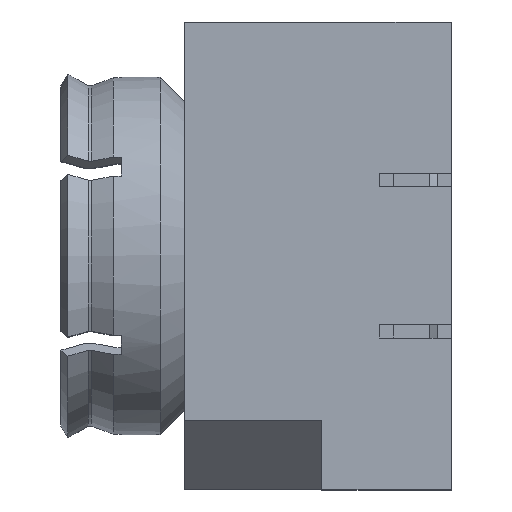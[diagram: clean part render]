
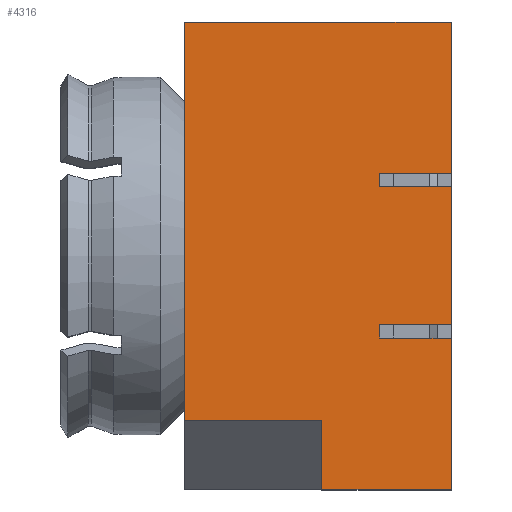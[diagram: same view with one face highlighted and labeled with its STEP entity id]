
A CAD part, top view. The second image highlights one B-rep face of the part: STEP entity #4316.
In plain terms, the highlighted planar face has unit normal (0, 0, 1).
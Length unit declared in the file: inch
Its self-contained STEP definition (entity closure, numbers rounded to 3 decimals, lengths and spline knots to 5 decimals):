
#264=DIRECTION('',(0.,-1.,0.));
#265=VECTOR('',#264,0.145);
#266=CARTESIAN_POINT('',(0.045,0.085,0.085));
#267=LINE('',#266,#265);
#300=DIRECTION('',(1.,0.,0.));
#301=VECTOR('',#300,0.047);
#302=CARTESIAN_POINT('',(0.095,-0.085,0.085));
#303=LINE('',#302,#301);
#652=DIRECTION('',(0.,-1.,0.));
#653=VECTOR('',#652,0.055);
#654=CARTESIAN_POINT('',(0.142,-0.03,0.085));
#655=LINE('',#654,#653);
#668=DIRECTION('',(0.,-1.,0.));
#669=VECTOR('',#668,0.055);
#670=CARTESIAN_POINT('',(0.142,0.085,0.085));
#671=LINE('',#670,#669);
#726=DIRECTION('',(0.,-1.,0.));
#727=VECTOR('',#726,0.005);
#728=CARTESIAN_POINT('',(0.116,-0.025,0.085));
#729=LINE('',#728,#727);
#730=DIRECTION('',(-1.,0.,0.));
#731=VECTOR('',#730,0.026);
#732=CARTESIAN_POINT('',(0.142,-0.03,0.085));
#733=LINE('',#732,#731);
#734=DIRECTION('',(0.,1.,0.));
#735=VECTOR('',#734,0.025);
#736=CARTESIAN_POINT('',(0.095,-0.085,0.085));
#737=LINE('',#736,#735);
#738=DIRECTION('',(1.,0.,0.));
#739=VECTOR('',#738,0.05);
#740=CARTESIAN_POINT('',(0.045,-0.06,0.085));
#741=LINE('',#740,#739);
#742=DIRECTION('',(1.,0.,0.));
#743=VECTOR('',#742,0.097);
#744=CARTESIAN_POINT('',(0.045,0.085,0.085));
#745=LINE('',#744,#743);
#746=DIRECTION('',(-1.,0.,0.));
#747=VECTOR('',#746,0.026);
#748=CARTESIAN_POINT('',(0.142,0.03,0.085));
#749=LINE('',#748,#747);
#750=DIRECTION('',(0.,-1.,0.));
#751=VECTOR('',#750,0.005);
#752=CARTESIAN_POINT('',(0.116,0.03,0.085));
#753=LINE('',#752,#751);
#754=DIRECTION('',(1.,0.,0.));
#755=VECTOR('',#754,0.026);
#756=CARTESIAN_POINT('',(0.116,0.025,0.085));
#757=LINE('',#756,#755);
#758=DIRECTION('',(0.,-1.,0.));
#759=VECTOR('',#758,0.05);
#760=CARTESIAN_POINT('',(0.142,0.025,0.085));
#761=LINE('',#760,#759);
#770=DIRECTION('',(1.,0.,0.));
#771=VECTOR('',#770,0.026);
#772=CARTESIAN_POINT('',(0.116,-0.025,0.085));
#773=LINE('',#772,#771);
#2907=CARTESIAN_POINT('',(0.142,0.025,0.085));
#2909=VERTEX_POINT('',#2907);
#2911=CARTESIAN_POINT('',(0.142,-0.025,0.085));
#2913=VERTEX_POINT('',#2911);
#3073=CARTESIAN_POINT('',(0.045,0.085,0.085));
#3075=VERTEX_POINT('',#3073);
#3076=CARTESIAN_POINT('',(0.142,0.085,0.085));
#3077=VERTEX_POINT('',#3076);
#3092=CARTESIAN_POINT('',(0.142,-0.03,0.085));
#3094=VERTEX_POINT('',#3092);
#3096=CARTESIAN_POINT('',(0.142,0.03,0.085));
#3098=VERTEX_POINT('',#3096);
#3100=CARTESIAN_POINT('',(0.116,-0.03,0.085));
#3102=VERTEX_POINT('',#3100);
#3104=CARTESIAN_POINT('',(0.116,0.03,0.085));
#3106=VERTEX_POINT('',#3104);
#3108=CARTESIAN_POINT('',(0.142,-0.085,0.085));
#3109=VERTEX_POINT('',#3108);
#3184=CARTESIAN_POINT('',(0.045,-0.06,0.085));
#3186=VERTEX_POINT('',#3184);
#3188=CARTESIAN_POINT('',(0.095,-0.085,0.085));
#3189=CARTESIAN_POINT('',(0.095,-0.06,0.085));
#3190=VERTEX_POINT('',#3188);
#3191=VERTEX_POINT('',#3189);
#3254=CARTESIAN_POINT('',(0.116,0.025,0.085));
#3256=VERTEX_POINT('',#3254);
#3266=CARTESIAN_POINT('',(0.116,-0.025,0.085));
#3268=VERTEX_POINT('',#3266);
#4285=CARTESIAN_POINT('',(0.142,0.,0.085));
#4286=DIRECTION('',(0.,0.,1.));
#4287=DIRECTION('',(1.,0.,0.));
#4288=AXIS2_PLACEMENT_3D('',#4285,#4286,#4287);
#4289=PLANE('',#4288);
#4291=ORIENTED_EDGE('',*,*,#4290,.F.);
#4293=ORIENTED_EDGE('',*,*,#4292,.T.);
#4295=ORIENTED_EDGE('',*,*,#4294,.F.);
#4296=ORIENTED_EDGE('',*,*,#4233,.T.);
#4297=ORIENTED_EDGE('',*,*,#3787,.F.);
#4299=ORIENTED_EDGE('',*,*,#4298,.T.);
#4301=ORIENTED_EDGE('',*,*,#4300,.F.);
#4302=ORIENTED_EDGE('',*,*,#3731,.F.);
#4304=ORIENTED_EDGE('',*,*,#4303,.T.);
#4305=ORIENTED_EDGE('',*,*,#4241,.T.);
#4307=ORIENTED_EDGE('',*,*,#4306,.T.);
#4309=ORIENTED_EDGE('',*,*,#4308,.T.);
#4311=ORIENTED_EDGE('',*,*,#4310,.T.);
#4313=ORIENTED_EDGE('',*,*,#4312,.T.);
#4314=EDGE_LOOP('',(#4291,#4293,#4295,#4296,#4297,#4299,#4301,#4302,#4304,#4305,
#4307,#4309,#4311,#4313));
#4315=FACE_OUTER_BOUND('',#4314,.F.);
#4316=ADVANCED_FACE('',(#4315),#4289,.T.);
#3731=EDGE_CURVE('',#3075,#3186,#267,.T.);
#3787=EDGE_CURVE('',#3190,#3109,#303,.T.);
#4233=EDGE_CURVE('',#3094,#3109,#655,.T.);
#4241=EDGE_CURVE('',#3077,#3098,#671,.T.);
#4290=EDGE_CURVE('',#3268,#2913,#773,.T.);
#4292=EDGE_CURVE('',#3268,#3102,#729,.T.);
#4294=EDGE_CURVE('',#3094,#3102,#733,.T.);
#4298=EDGE_CURVE('',#3190,#3191,#737,.T.);
#4300=EDGE_CURVE('',#3186,#3191,#741,.T.);
#4303=EDGE_CURVE('',#3075,#3077,#745,.T.);
#4306=EDGE_CURVE('',#3098,#3106,#749,.T.);
#4308=EDGE_CURVE('',#3106,#3256,#753,.T.);
#4310=EDGE_CURVE('',#3256,#2909,#757,.T.);
#4312=EDGE_CURVE('',#2909,#2913,#761,.T.);
